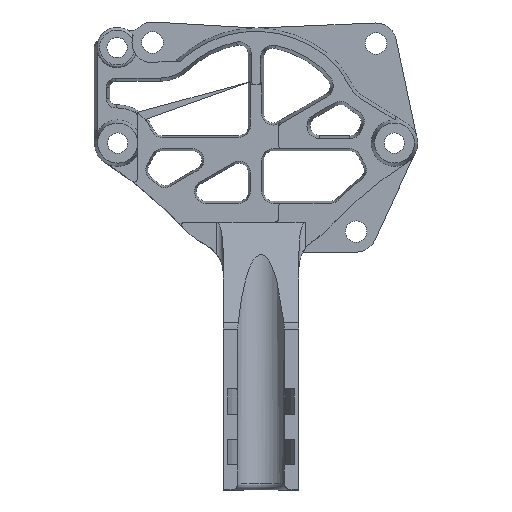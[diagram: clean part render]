
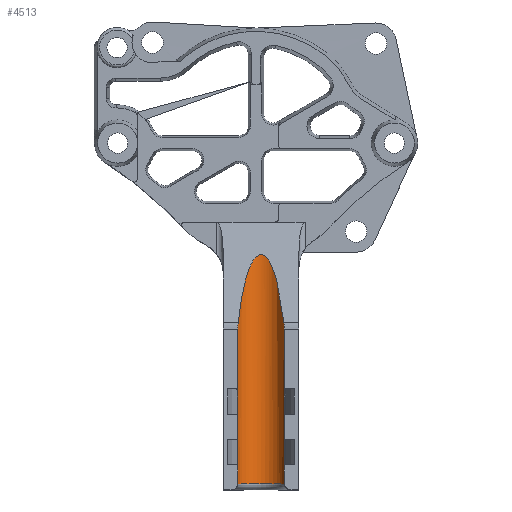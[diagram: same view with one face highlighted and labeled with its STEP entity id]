
A CAD part, top view. The second image highlights one B-rep face of the part: STEP entity #4513.
In plain terms, the highlighted cylindrical face has radius 4 mm (diameter 8 mm), a partial arc.
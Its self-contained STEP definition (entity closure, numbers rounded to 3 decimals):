
#114=ELLIPSE('',#5001,19.199,4.);
#246=B_SPLINE_CURVE_WITH_KNOTS('',3,(#8242,#8243,#8244,#8245),
 .UNSPECIFIED.,.F.,.F.,(4,4),(2.033,2.133),
 .UNSPECIFIED.);
#247=B_SPLINE_CURVE_WITH_KNOTS('',3,(#8267,#8268,#8269,#8270),
 .UNSPECIFIED.,.F.,.F.,(4,4),(0.577,0.678),
 .UNSPECIFIED.);
#409=FACE_OUTER_BOUND('',#682,.T.);
#682=EDGE_LOOP('',(#3869,#3870,#3871,#3872,#3873,#3874,#3875,#3876,#3877,
#3878,#3879,#3880,#3881,#3882));
#1054=LINE('',#8165,#1433);
#1058=LINE('',#8173,#1437);
#1061=LINE('',#8178,#1440);
#1083=LINE('',#8249,#1462);
#1087=LINE('',#8257,#1466);
#1091=LINE('',#8264,#1470);
#1093=LINE('',#8273,#1472);
#1094=LINE('',#8274,#1473);
#1095=LINE('',#8276,#1474);
#1096=LINE('',#8277,#1475);
#1433=VECTOR('',#6143,10.);
#1437=VECTOR('',#6147,10.);
#1440=VECTOR('',#6150,10.);
#1462=VECTOR('',#6202,10.);
#1466=VECTOR('',#6206,10.);
#1470=VECTOR('',#6210,10.);
#1472=VECTOR('',#6216,10.);
#1473=VECTOR('',#6217,10.);
#1474=VECTOR('',#6220,10.);
#1475=VECTOR('',#6221,10.);
#1742=CIRCLE('',#4981,4.);
#2128=VERTEX_POINT('',#7893);
#2160=VERTEX_POINT('',#8138);
#2161=VERTEX_POINT('',#8149);
#2163=VERTEX_POINT('',#8164);
#2166=VERTEX_POINT('',#8170);
#2167=VERTEX_POINT('',#8172);
#2169=VERTEX_POINT('',#8177);
#2185=VERTEX_POINT('',#8239);
#2186=VERTEX_POINT('',#8241);
#2187=VERTEX_POINT('',#8248);
#2190=VERTEX_POINT('',#8254);
#2191=VERTEX_POINT('',#8256);
#2194=VERTEX_POINT('',#8262);
#2195=VERTEX_POINT('',#8266);
#2748=EDGE_CURVE('',#2161,#2160,#1742,.T.);
#2751=EDGE_CURVE('',#2163,#2161,#1054,.T.);
#2755=EDGE_CURVE('',#2167,#2166,#1058,.T.);
#2758=EDGE_CURVE('',#2169,#2128,#1061,.T.);
#2787=EDGE_CURVE('',#2186,#2185,#246,.T.);
#2789=EDGE_CURVE('',#2187,#2186,#1083,.T.);
#2793=EDGE_CURVE('',#2191,#2190,#1087,.T.);
#2797=EDGE_CURVE('',#2160,#2194,#1091,.T.);
#2798=EDGE_CURVE('',#2195,#2169,#247,.T.);
#2800=EDGE_CURVE('',#2194,#2191,#1093,.T.);
#2801=EDGE_CURVE('',#2190,#2187,#1094,.T.);
#2802=EDGE_CURVE('',#2185,#2195,#114,.T.);
#2803=EDGE_CURVE('',#2128,#2167,#1095,.T.);
#2804=EDGE_CURVE('',#2166,#2163,#1096,.T.);
#3869=ORIENTED_EDGE('',*,*,#2748,.T.);
#3870=ORIENTED_EDGE('',*,*,#2797,.T.);
#3871=ORIENTED_EDGE('',*,*,#2800,.T.);
#3872=ORIENTED_EDGE('',*,*,#2793,.T.);
#3873=ORIENTED_EDGE('',*,*,#2801,.T.);
#3874=ORIENTED_EDGE('',*,*,#2789,.T.);
#3875=ORIENTED_EDGE('',*,*,#2787,.T.);
#3876=ORIENTED_EDGE('',*,*,#2802,.T.);
#3877=ORIENTED_EDGE('',*,*,#2798,.T.);
#3878=ORIENTED_EDGE('',*,*,#2758,.T.);
#3879=ORIENTED_EDGE('',*,*,#2803,.T.);
#3880=ORIENTED_EDGE('',*,*,#2755,.T.);
#3881=ORIENTED_EDGE('',*,*,#2804,.T.);
#3882=ORIENTED_EDGE('',*,*,#2751,.T.);
#4307=CYLINDRICAL_SURFACE('',#5000,4.);
#4513=ADVANCED_FACE('',(#409),#4307,.F.);
#4981=AXIS2_PLACEMENT_3D('',#8150,#6137,#6138);
#5000=AXIS2_PLACEMENT_3D('',#8272,#6214,#6215);
#5001=AXIS2_PLACEMENT_3D('',#8275,#6218,#6219);
#6137=DIRECTION('center_axis',(0.,-1.,0.));
#6138=DIRECTION('ref_axis',(0.,0.,
-1.));
#6143=DIRECTION('',(0.,-1.,0.));
#6147=DIRECTION('',(0.,-1.,0.));
#6150=DIRECTION('',(0.,-1.,0.));
#6202=DIRECTION('',(0.,1.,0.));
#6206=DIRECTION('',(0.,1.,0.));
#6210=DIRECTION('',(0.,1.,0.));
#6214=DIRECTION('center_axis',(0.,-1.,0.));
#6215=DIRECTION('ref_axis',(-1.,0.,0.));
#6216=DIRECTION('',(0.,1.,0.));
#6217=DIRECTION('',(0.,1.,0.));
#6218=DIRECTION('center_axis',(0.,0.208,0.978));
#6219=DIRECTION('ref_axis',(0.,0.978,-0.208));
#6220=DIRECTION('',(0.,-1.,0.));
#6221=DIRECTION('',(0.,-1.,0.));
#7893=CARTESIAN_POINT('',(117.286,-9.416,92.716));
#8138=CARTESIAN_POINT('',(124.618,-24.416,92.716));
#8149=CARTESIAN_POINT('',(117.286,-24.416,92.716));
#8150=CARTESIAN_POINT('Origin',(120.952,-24.416,94.316));
#8164=CARTESIAN_POINT('',(117.286,-21.416,92.716));
#8165=CARTESIAN_POINT('',(117.286,-25.416,92.716));
#8170=CARTESIAN_POINT('',(117.286,-17.416,92.716));
#8172=CARTESIAN_POINT('',(117.286,-13.416,92.716));
#8173=CARTESIAN_POINT('',(117.286,-25.416,92.716));
#8177=CARTESIAN_POINT('',(117.286,0.058,92.716));
#8178=CARTESIAN_POINT('',(117.286,-25.416,92.716));
#8239=CARTESIAN_POINT('',(124.568,1.099,92.607));
#8241=CARTESIAN_POINT('',(124.618,0.058,92.716));
#8242=CARTESIAN_POINT('Ctrl Pts',(124.618,0.058,92.716));
#8243=CARTESIAN_POINT('Ctrl Pts',(124.618,0.393,92.716));
#8244=CARTESIAN_POINT('Ctrl Pts',(124.603,0.749,92.681));
#8245=CARTESIAN_POINT('Ctrl Pts',(124.568,1.099,92.607));
#8248=CARTESIAN_POINT('',(124.618,-9.416,92.716));
#8249=CARTESIAN_POINT('',(124.618,-25.416,92.716));
#8254=CARTESIAN_POINT('',(124.618,-13.416,92.716));
#8256=CARTESIAN_POINT('',(124.618,-17.416,92.716));
#8257=CARTESIAN_POINT('',(124.618,-25.416,92.716));
#8262=CARTESIAN_POINT('',(124.618,-21.416,92.716));
#8264=CARTESIAN_POINT('',(124.618,-25.416,92.716));
#8266=CARTESIAN_POINT('',(117.336,1.099,92.607));
#8267=CARTESIAN_POINT('Ctrl Pts',(117.336,1.099,92.607));
#8268=CARTESIAN_POINT('Ctrl Pts',(117.3,0.749,92.681));
#8269=CARTESIAN_POINT('Ctrl Pts',(117.286,0.393,92.716));
#8270=CARTESIAN_POINT('Ctrl Pts',(117.286,0.058,92.716));
#8272=CARTESIAN_POINT('Origin',(120.952,-25.416,94.316));
#8273=CARTESIAN_POINT('',(124.618,-25.416,92.716));
#8274=CARTESIAN_POINT('',(124.618,-25.416,92.716));
#8275=CARTESIAN_POINT('Origin',(120.952,-6.927,94.316));
#8276=CARTESIAN_POINT('',(117.286,-25.416,92.716));
#8277=CARTESIAN_POINT('',(117.286,-25.416,92.716));
